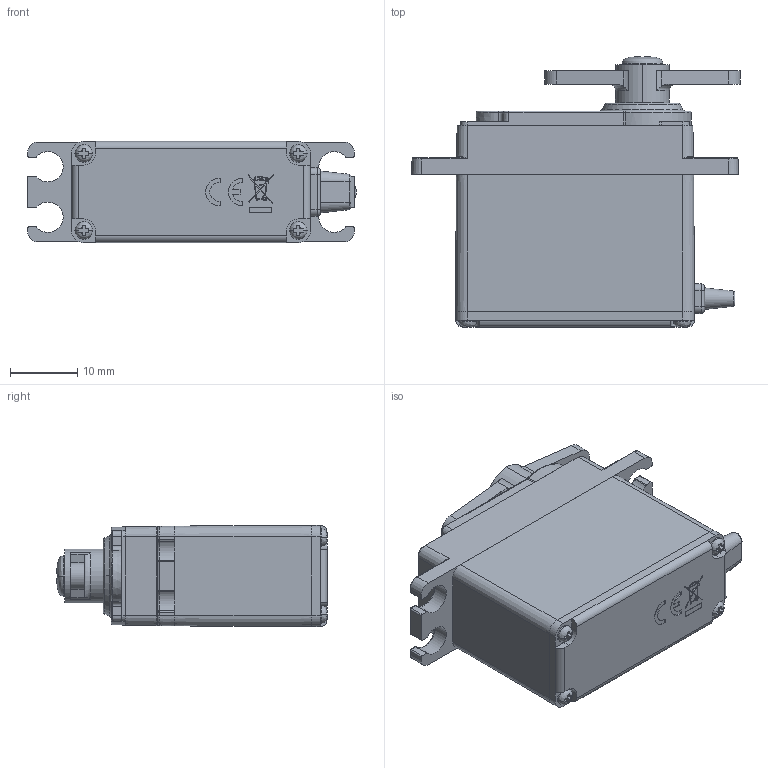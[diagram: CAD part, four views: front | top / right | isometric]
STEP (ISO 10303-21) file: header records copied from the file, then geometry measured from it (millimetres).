
FILE_DESCRIPTION((''),'2;1');
FILE_NAME('MD250MW_ASM','2017-04-10T',('jaejin_'),(''),'CREO PARAMETRIC BY PTC INC, 2014440','CREO PARAMETRIC BY PTC INC, 2014440','');
FILE_SCHEMA(('CONFIG_CONTROL_DESIGN'));
Products named in the file (10): HS7205M; HS7205T; HS7205L; HS5205MG5; 120105000070_GAG-02-A; 120202000150_SWCH10A_T1_7X28; 120217000103_M-I25; 120204000003_A26_5_7X2_7__TW; 120201000129_10A_CBH_M3XL8; MD250MW_ASM
Assembly tree (12 placements, depth 2):
  MD250MW_ASM
    HS7205M
    HS7205T
    HS7205L
    HS5205MG5
    120105000070_GAG-02-A
    120202000150_SWCH10A_T1_7X28  x4
    120217000103_M-I25
    120204000003_A26_5_7X2_7__TW
    120201000129_10A_CBH_M3XL8
Bounding box: 48.69 x 40.04 x 15 mm (x, y, z)
Volume: 19110.3 mm3; surface area: 10098.3 mm2
Topology: 12 solids, 15 shells, 1791 faces, 4911 edges, 3206 vertices
Faces by surface type: plane 1067, cylinder 470, cone 88, torus 75, bspline 75, sphere 16
Entity records: 69458 total; most frequent: CARTESIAN_POINT 16336, ORIENTED_EDGE 8654, DIRECTION 8046, EDGE_CURVE 4327, PRESENTATION_STYLE_ASSIGNMENT 4155, STYLED_ITEM 4153, CURVE_STYLE 4135, VECTOR 3116
